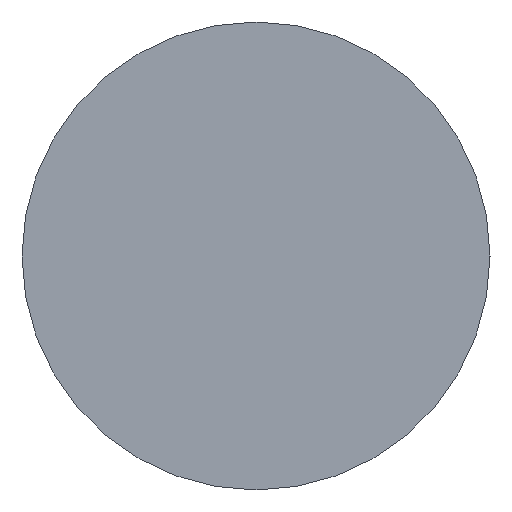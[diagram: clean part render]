
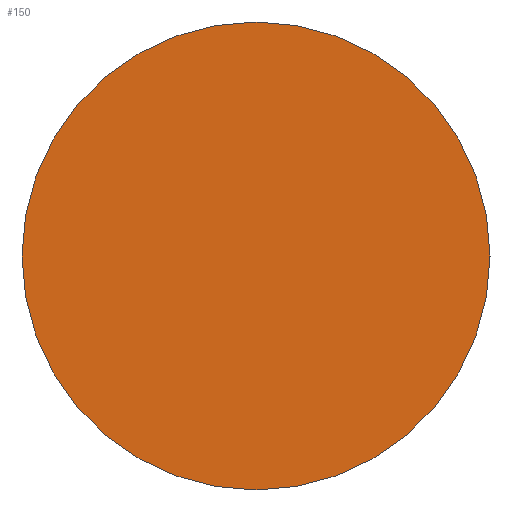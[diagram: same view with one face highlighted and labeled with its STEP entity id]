
A CAD part, left-side view. The second image highlights one B-rep face of the part: STEP entity #150.
In plain terms, the highlighted planar face has unit normal (-1, 0, 0).
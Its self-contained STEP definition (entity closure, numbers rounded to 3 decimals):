
#11 = DIRECTION ( 'NONE',  ( 0., 0., 1. ) ) ;
#19 = CARTESIAN_POINT ( 'NONE',  ( 57.546, 34.689, 6.25 ) ) ;
#21 = CARTESIAN_POINT ( 'NONE',  ( 57.546, 34.689, 0. ) ) ;
#22 = DIRECTION ( 'NONE',  ( 0., 0., 1. ) ) ;
#23 = CARTESIAN_POINT ( 'NONE',  ( 57.546, 34.689, 0. ) ) ;
#29 = VERTEX_POINT ( 'NONE', #19 ) ;
#51 = VERTEX_POINT ( 'NONE', #76 ) ;
#57 = PLANE ( 'NONE',  #65 ) ;
#65 = AXIS2_PLACEMENT_3D ( 'NONE', #92, #129, #102 ) ;
#76 = CARTESIAN_POINT ( 'NONE',  ( 57.546, 34.689, -6.25 ) ) ;
#77 = DIRECTION ( 'NONE',  ( -1., 0., 0. ) ) ;
#86 = AXIS2_PLACEMENT_3D ( 'NONE', #21, #104, #22 ) ;
#90 = FACE_OUTER_BOUND ( 'NONE', #110, .T. ) ;
#92 = CARTESIAN_POINT ( 'NONE',  ( 57.546, 34.689, 0. ) ) ;
#102 = DIRECTION ( 'NONE',  ( 0., 0., -1. ) ) ;
#104 = DIRECTION ( 'NONE',  ( -1., 0., 0. ) ) ;
#109 = ORIENTED_EDGE ( 'NONE', *, *, #154, .T. ) ;
#110 = EDGE_LOOP ( 'NONE', ( #124, #109 ) ) ;
#112 = CIRCLE ( 'NONE', #163, 6.25 ) ;
#124 = ORIENTED_EDGE ( 'NONE', *, *, #173, .T. ) ;
#129 = DIRECTION ( 'NONE',  ( 1., 0., 0. ) ) ;
#142 = CIRCLE ( 'NONE', #86, 6.25 ) ;
#150 = ADVANCED_FACE ( 'NONE', ( #90 ), #57, .F. ) ;
#154 = EDGE_CURVE ( 'NONE', #51, #29, #142, .T. ) ;
#163 = AXIS2_PLACEMENT_3D ( 'NONE', #23, #77, #11 ) ;
#173 = EDGE_CURVE ( 'NONE', #29, #51, #112, .T. ) ;
